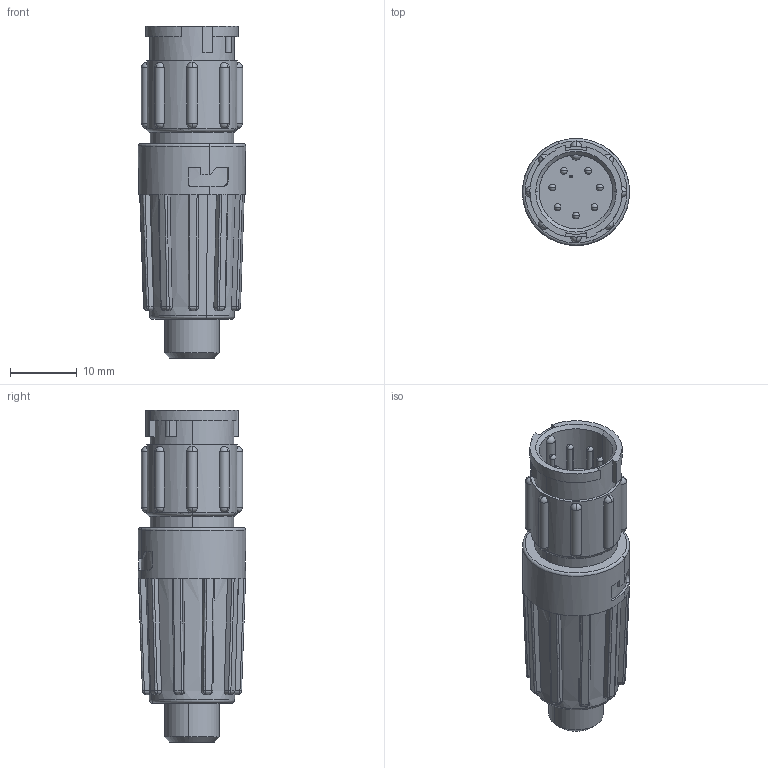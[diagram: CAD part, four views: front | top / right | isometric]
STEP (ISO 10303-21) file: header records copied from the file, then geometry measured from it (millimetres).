
FILE_DESCRIPTION (( 'STEP AP203' ), '1' );
FILE_NAME ('8280-7PG-522.STEP', '2013-11-06T17:09:37', ( 'J0FPBF1' ), ( '' ), 'SwSTEP 2.0', 'SolidWorks 2012', '' );
FILE_SCHEMA (( 'CONFIG_CONTROL_DESIGN' ));
Length unit declared in the file: inch
Products named in the file (1): 8280-7PG-522
Bounding box: 16 x 16 x 49.61 mm (x, y, z)
Volume: 6141.5 mm3; surface area: 3489.6 mm2
Topology: 1 solids, 1 shells, 293 faces, 816 edges, 486 vertices
Faces by surface type: bspline 80, plane 79, cylinder 73, sphere 48, torus 7, cone 6
Entity records: 15999 total; most frequent: CARTESIAN_POINT 9563, ORIENTED_EDGE 1460, DIRECTION 1142, EDGE_CURVE 730, AXIS2_PLACEMENT_3D 457, VERTEX_POINT 452, EDGE_LOOP 306, FACE_OUTER_BOUND 293
